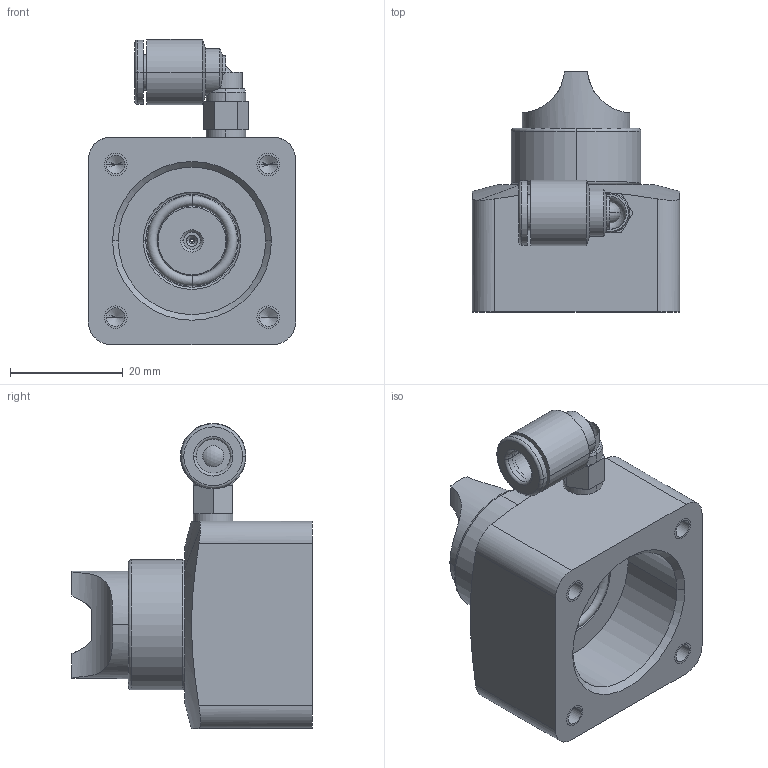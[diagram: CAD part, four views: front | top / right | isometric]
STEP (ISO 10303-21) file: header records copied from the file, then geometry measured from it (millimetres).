
FILE_DESCRIPTION((''),'2;1');
FILE_NAME('000-76004_ASM','2018-07-26T09:57:49',('peter.barmettler'),(''),'CREO PARAMETRIC BY PTC INC, 2017380','CREO PARAMETRIC BY PTC INC, 2017380','');
FILE_SCHEMA(('CONFIG_CONTROL_DESIGN'));
Length unit declared in the file: millimetre
Products named in the file (9): 000-11888; AS56812_42X1_78NBR75; 000-08082; 000-05811; 000-75503; 000-05813; 000-00435; D914M5X6-SW; 000-76004_ASM
Assembly tree (9 placements, depth 2):
  000-76004_ASM
    000-11888
    AS56812_42X1_78NBR75
    000-08082
    000-05811
    000-75503
    000-05813
    000-00435
    D914M5X6-SW  x2
Bounding box: 36.7 x 42.5 x 54 mm (x, y, z)
Volume: 27255.3 mm3; surface area: 16525.7 mm2
Topology: 9 solids, 21 shells, 339 faces, 802 edges, 490 vertices
Faces by surface type: cylinder 141, plane 111, cone 56, torus 30, sphere 1
Entity records: 9919 total; most frequent: CARTESIAN_POINT 2398, DIRECTION 1649, ORIENTED_EDGE 1412, EDGE_CURVE 728, AXIS2_PLACEMENT_3D 670, VERTEX_POINT 458, EDGE_LOOP 368, CIRCLE 335
